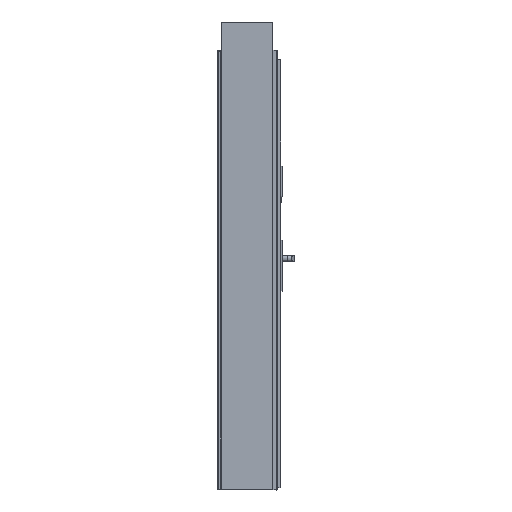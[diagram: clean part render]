
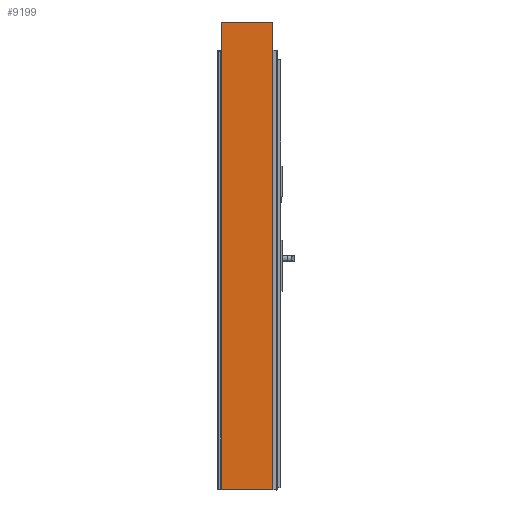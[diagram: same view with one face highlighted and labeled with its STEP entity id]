
A CAD part, left-side view. The second image highlights one B-rep face of the part: STEP entity #9199.
In plain terms, the highlighted planar face has unit normal (-1, 0, 0).
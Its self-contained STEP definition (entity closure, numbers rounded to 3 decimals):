
#9199=ADVANCED_FACE('',(#18571),#14803,.T.);
#14803=PLANE('',#107210);
#18571=FACE_OUTER_BOUND('',#23509,.T.);
#23509=EDGE_LOOP('',(#30058,#30059,#30060,#30061));
#30058=ORIENTED_EDGE('',*,*,#70087,.F.);
#30059=ORIENTED_EDGE('',*,*,#70088,.F.);
#30060=ORIENTED_EDGE('',*,*,#70089,.T.);
#30061=ORIENTED_EDGE('',*,*,#70090,.T.);
#59986=VERTEX_POINT('',#140205);
#59987=VERTEX_POINT('',#140206);
#59988=VERTEX_POINT('',#140208);
#59989=VERTEX_POINT('',#140210);
#70087=EDGE_CURVE('',#59986,#59987,#85051,.T.);
#70088=EDGE_CURVE('',#59988,#59986,#85052,.T.);
#70089=EDGE_CURVE('',#59988,#59989,#85053,.T.);
#70090=EDGE_CURVE('',#59989,#59987,#85054,.T.);
#85051=LINE('',#140204,#96061);
#85052=LINE('',#140207,#96062);
#85053=LINE('',#140209,#96063);
#85054=LINE('',#140211,#96064);
#96061=VECTOR('',#114493,1.);
#96062=VECTOR('',#114494,1.);
#96063=VECTOR('',#114495,1.);
#96064=VECTOR('',#114496,1.);
#107210=AXIS2_PLACEMENT_3D('',#140212,#114497,#114498);
#114493=DIRECTION('',(0.,0.,-1.));
#114494=DIRECTION('',(0.,-1.,0.));
#114495=DIRECTION('',(0.,0.,-1.));
#114496=DIRECTION('',(0.,-1.,0.));
#114497=DIRECTION('',(-1.,0.,0.));
#114498=DIRECTION('',(0.,0.,1.));
#140204=CARTESIAN_POINT('',(-603.,-13.4,2212.25));
#140205=CARTESIAN_POINT('',(-603.,-13.4,2212.25));
#140206=CARTESIAN_POINT('',(-603.,-13.4,-8.75));
#140207=CARTESIAN_POINT('',(-603.,230.4,2212.25));
#140208=CARTESIAN_POINT('',(-603.,230.4,2212.25));
#140209=CARTESIAN_POINT('',(-603.,230.4,2212.25));
#140210=CARTESIAN_POINT('',(-603.,230.4,-8.75));
#140211=CARTESIAN_POINT('',(-603.,230.4,-8.75));
#140212=CARTESIAN_POINT('',(-603.,230.4,2212.25));
